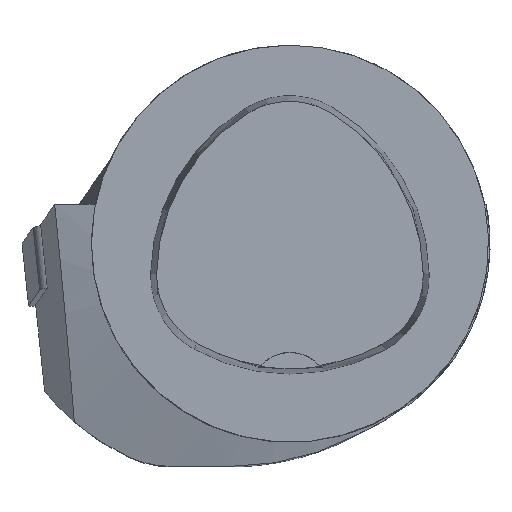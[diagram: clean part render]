
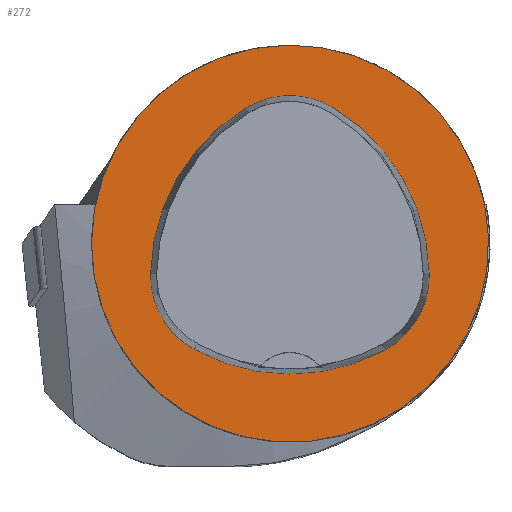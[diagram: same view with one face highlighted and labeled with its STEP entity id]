
A CAD part, top view. The second image highlights one B-rep face of the part: STEP entity #272.
In plain terms, the highlighted planar face has unit normal (0, 0, 1).
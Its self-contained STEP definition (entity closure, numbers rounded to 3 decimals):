
#272=ADVANCED_FACE('',(#651,#652),#344,.T.);
#344=PLANE('',#1794);
#651=FACE_BOUND('',#696,.T.);
#652=FACE_BOUND('',#697,.T.);
#696=EDGE_LOOP('',(#940,#941,#942,#943,#944,#945));
#697=EDGE_LOOP('',(#946));
#940=ORIENTED_EDGE('',*,*,#1487,.T.);
#941=ORIENTED_EDGE('',*,*,#1467,.T.);
#942=ORIENTED_EDGE('',*,*,#1471,.T.);
#943=ORIENTED_EDGE('',*,*,#1474,.T.);
#944=ORIENTED_EDGE('',*,*,#1477,.T.);
#945=ORIENTED_EDGE('',*,*,#1485,.T.);
#946=ORIENTED_EDGE('',*,*,#1447,.F.);
#1277=VERTEX_POINT('',#2620);
#1296=VERTEX_POINT('',#2680);
#1297=VERTEX_POINT('',#2681);
#1300=VERTEX_POINT('',#2689);
#1302=VERTEX_POINT('',#2695);
#1304=VERTEX_POINT('',#2701);
#1311=VERTEX_POINT('',#2722);
#1447=EDGE_CURVE('',#1277,#1277,#1603,.T.);
#1467=EDGE_CURVE('',#1296,#1297,#1604,.T.);
#1471=EDGE_CURVE('',#1297,#1300,#1606,.T.);
#1474=EDGE_CURVE('',#1300,#1302,#1608,.T.);
#1477=EDGE_CURVE('',#1302,#1304,#1610,.T.);
#1485=EDGE_CURVE('',#1304,#1311,#1614,.T.);
#1487=EDGE_CURVE('',#1311,#1296,#1616,.T.);
#1603=CIRCLE('',#1761,20.);
#1604=CIRCLE('',#1772,20.);
#1606=CIRCLE('',#1775,8.5);
#1608=CIRCLE('',#1778,20.);
#1610=CIRCLE('',#1781,8.5);
#1614=CIRCLE('',#1786,20.);
#1616=CIRCLE('',#1789,8.5);
#1761=AXIS2_PLACEMENT_3D('',#2619,#2034,#2035);
#1772=AXIS2_PLACEMENT_3D('',#2679,#2064,#2065);
#1775=AXIS2_PLACEMENT_3D('',#2688,#2072,#2073);
#1778=AXIS2_PLACEMENT_3D('',#2694,#2079,#2080);
#1781=AXIS2_PLACEMENT_3D('',#2700,#2086,#2087);
#1786=AXIS2_PLACEMENT_3D('',#2723,#2098,#2099);
#1789=AXIS2_PLACEMENT_3D('',#2726,#2104,#2105);
#1794=AXIS2_PLACEMENT_3D('',#2731,#2114,#2115);
#2034=DIRECTION('',(0.,0.,-1.));
#2035=DIRECTION('',(-1.,0.,0.));
#2064=DIRECTION('',(0.,0.,-1.));
#2065=DIRECTION('',(-1.,0.,0.));
#2072=DIRECTION('',(0.,0.,-1.));
#2073=DIRECTION('',(-1.,0.,0.));
#2079=DIRECTION('',(0.,0.,-1.));
#2080=DIRECTION('',(-1.,0.,0.));
#2086=DIRECTION('',(0.,0.,-1.));
#2087=DIRECTION('',(-1.,0.,0.));
#2098=DIRECTION('',(0.,0.,-1.));
#2099=DIRECTION('',(-1.,0.,0.));
#2104=DIRECTION('',(0.,0.,-1.));
#2105=DIRECTION('',(-1.,0.,0.));
#2114=DIRECTION('',(0.,0.,1.));
#2115=DIRECTION('',(1.,0.,0.));
#2619=CARTESIAN_POINT('',(0.,0.,0.));
#2620=CARTESIAN_POINT('',(-20.,0.,0.));
#2679=CARTESIAN_POINT('',(5.955,-3.414,0.));
#2680=CARTESIAN_POINT('',(-14.041,-3.042,0.));
#2681=CARTESIAN_POINT('',(-4.472,13.653,0.));
#2688=CARTESIAN_POINT('',(-0.04,6.4,0.));
#2689=CARTESIAN_POINT('',(4.347,13.68,0.));
#2694=CARTESIAN_POINT('',(-5.976,-3.45,0.));
#2695=CARTESIAN_POINT('',(14.021,-3.075,0.));
#2700=CARTESIAN_POINT('',(5.522,-3.235,0.));
#2701=CARTESIAN_POINT('',(9.588,-10.699,0.));
#2722=CARTESIAN_POINT('',(-9.655,-10.639,0.));
#2723=CARTESIAN_POINT('',(0.022,6.864,0.));
#2726=CARTESIAN_POINT('',(-5.543,-3.2,0.));
#2731=CARTESIAN_POINT('',(0.,0.,0.));
